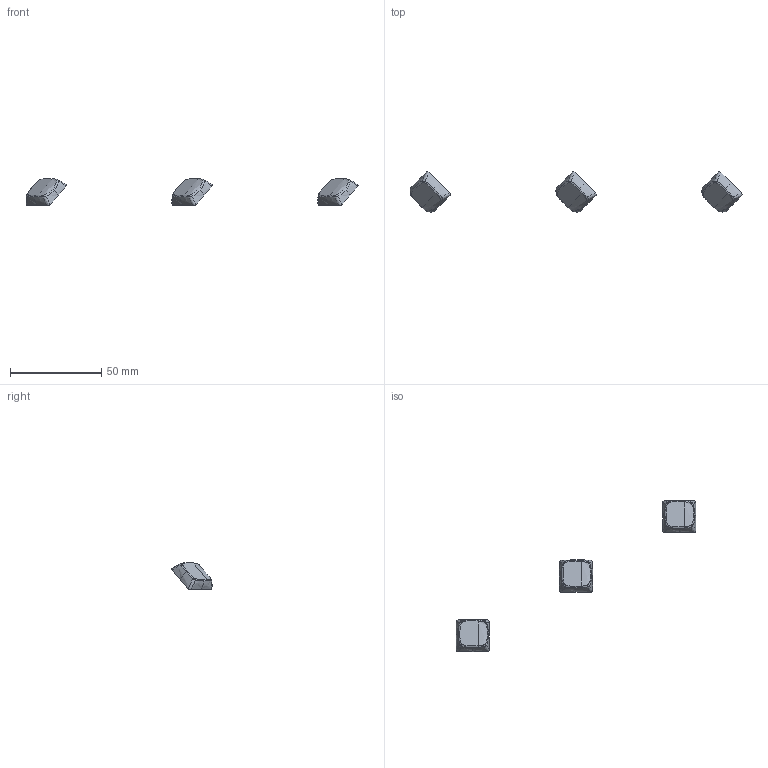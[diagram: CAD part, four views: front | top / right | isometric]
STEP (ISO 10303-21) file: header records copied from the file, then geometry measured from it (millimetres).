
FILE_DESCRIPTION(/* description */ (''),/* implementation_level */ '2;1');
FILE_NAME(/* name */ '1U_convex.step',/* time_stamp */ '2024-06-19T12:26:40-07:00',/* author */ (''),/* organization */ (''),/* preprocessor_version */ 'ST-DEVELOPER v20',/* originating_system */ 'Autodesk Translation Framework v13.14.0.145',/* authorisation */ '');
FILE_SCHEMA (('AUTOMOTIVE_DESIGN { 1 0 10303 214 3 1 1 }'));
Length unit declared in the file: millimetre
Products named in the file (2): mzu_convex; print
Assembly tree (1 placements, depth 2):
  mzu_convex
    print
Bounding box: 182.06 x 22.05 x 14.66 mm (x, y, z)
Volume: 2838.1 mm3; surface area: 3432.2 mm2
Topology: 3 solids, 3 shells, 234 faces, 567 edges, 348 vertices
Faces by surface type: bspline 123, plane 54, cylinder 51, torus 6
Full cylindrical faces by diameter (mm): 5.5 x3
Entity records: 10807 total; most frequent: CARTESIAN_POINT 6039, ORIENTED_EDGE 1134, DIRECTION 699, EDGE_CURVE 567, VERTEX_POINT 348, EDGE_LOOP 243, LINE 243, VECTOR 243
